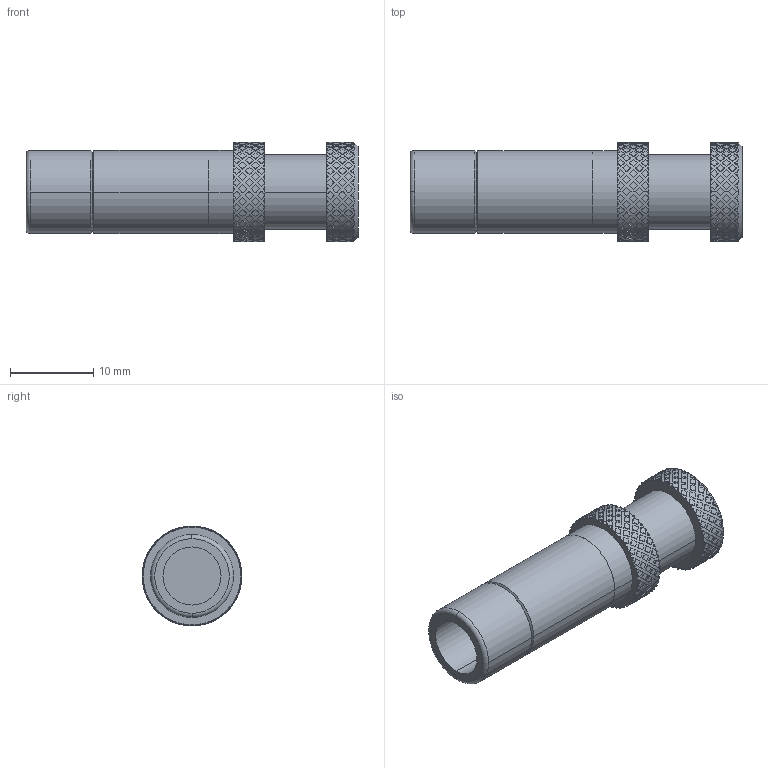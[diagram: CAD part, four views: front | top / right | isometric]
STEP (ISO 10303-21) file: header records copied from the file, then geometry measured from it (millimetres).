
FILE_DESCRIPTION(('STEP AP214'),'1');
FILE_NAME('3626_10_00.stp','2016-07-07T14:25:57',('TraceParts'),('TraceParts S.A.'),'Spatial InterOp 3D',' ',' ');
FILE_SCHEMA(('automotive_design'));
Length unit declared in the file: millimetre
Products named in the file (1): 1
Bounding box: 40 x 12 x 12 mm (x, y, z)
Volume: 1866.8 mm3; surface area: 2518.5 mm2
Topology: 1 solids, 1 shells, 1525 faces, 4095 edges, 2722 vertices
Faces by surface type: plane 1158, cylinder 359, cone 6, torus 2
Entity records: 49304 total; most frequent: DIRECTION 9717, CARTESIAN_POINT 8547, ORIENTED_EDGE 8190, AXIS2_PLACEMENT_3D 4198, EDGE_CURVE 4095, VERTEX_POINT 2722, ELLIPSE 2286, EDGE_LOOP 1675
